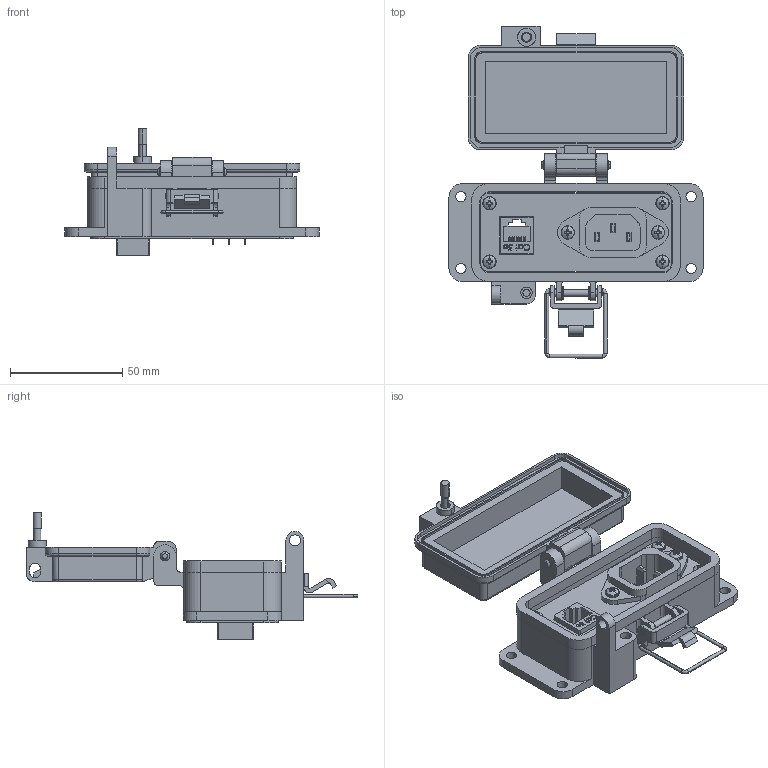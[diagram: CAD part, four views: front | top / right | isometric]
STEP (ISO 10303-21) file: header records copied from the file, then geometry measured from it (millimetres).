
FILE_DESCRIPTION (( 'STEP AP203' ), '1' );
FILE_NAME ('P-R2-F3RM0_3D.STEP', '2018-06-08T15:52:47', ( '' ), ( '' ), 'SwSTEP 2.0', 'SolidWorks 2017', '' );
FILE_SCHEMA (( 'CONFIG_CONTROL_DESIGN' ));
Length unit declared in the file: millimetre
Products named in the file (14): -F3; P-R2-F3RM0_FP060_1; 92005A124_METRIC PAN HEAD PHILLIPS MACHINE SCREW_92005A124; Z-300-RJ45CAT5; P-R2-F3RM0_3D; R2; Z-200-OTLT-RM; RM; M3PH_14M3; P-R2-F3RM0_BP180_1; Z-002-M3HN_93825A110; P-R2-F3RM0_TP060_1; Z-H-F3_B; Z-000-4243316TFP
Assembly tree (19 placements, depth 3):
  P-R2-F3RM0_3D
    P-R2-F3RM0_BP180_1
    P-R2-F3RM0_TP060_1
    Z-000-4243316TFP  x2
    P-R2-F3RM0_FP060_1
    R2
      Z-300-RJ45CAT5
    RM
      Z-200-OTLT-RM
    M3PH_14M3  x2
    Z-002-M3HN_93825A110  x2
    -F3
      Z-H-F3_B
    92005A124_METRIC PAN HEAD PHILLIPS MACHINE SCREW_92005A124  x4
Bounding box: 113 x 147.61 x 56.19 mm (x, y, z)
Volume: 90449.7 mm3; surface area: 74177.4 mm2
Topology: 25 solids, 25 shells, 2452 faces, 6889 edges, 4550 vertices
Faces by surface type: cylinder 1236, plane 764, bspline 266, cone 150, torus 24, sphere 12
Entity records: 66923 total; most frequent: CARTESIAN_POINT 28298, ORIENTED_EDGE 8658, DIRECTION 6519, EDGE_CURVE 4329, VERTEX_POINT 2858, VECTOR 2309, LINE 2309, AXIS2_PLACEMENT_3D 2105
